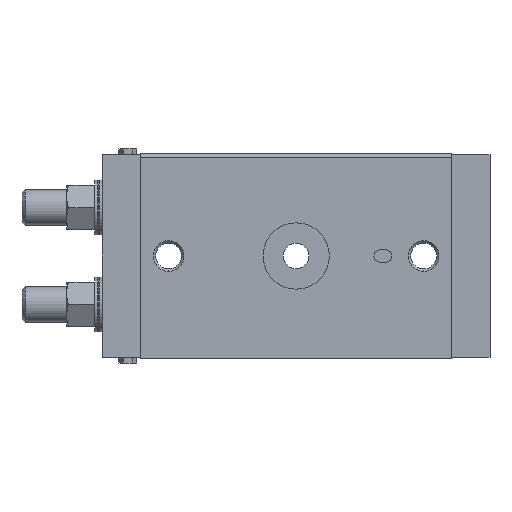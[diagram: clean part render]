
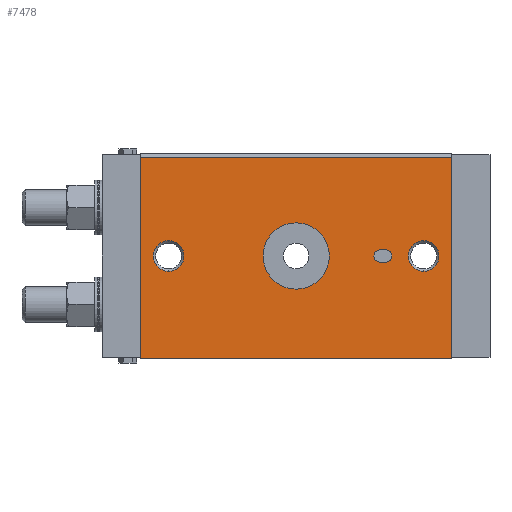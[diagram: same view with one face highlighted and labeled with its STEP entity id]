
A CAD part, front view. The second image highlights one B-rep face of the part: STEP entity #7478.
In plain terms, the highlighted planar face has unit normal (0, -1, 0).
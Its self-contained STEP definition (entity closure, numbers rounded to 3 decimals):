
#10 = VECTOR ( 'NONE', #2558, 1000. ) ;
#16 = AXIS2_PLACEMENT_3D ( 'NONE', #11309, #6046, #810 ) ;
#114 = CIRCLE ( 'NONE', #7212, 13. ) ;
#343 = VERTEX_POINT ( 'NONE', #10606 ) ;
#517 = CARTESIAN_POINT ( 'NONE',  ( 61., 0., 38.586 ) ) ;
#520 = DIRECTION ( 'NONE',  ( 0., -1., 0. ) ) ;
#651 = FACE_BOUND ( 'NONE', #3172, .T. ) ;
#753 = EDGE_LOOP ( 'NONE', ( #8293, #9659 ) ) ;
#810 = DIRECTION ( 'NONE',  ( 0., 0., -1. ) ) ;
#863 = CARTESIAN_POINT ( 'NONE',  ( 35., 0., 2.5 ) ) ;
#887 = AXIS2_PLACEMENT_3D ( 'NONE', #5860, #2386, #8539 ) ;
#966 = EDGE_CURVE ( 'NONE', #10040, #11197, #3845, .T. ) ;
#981 = EDGE_LOOP ( 'NONE', ( #5958, #4113, #9037, #2091 ) ) ;
#1197 = CARTESIAN_POINT ( 'NONE',  ( 50., 0., 6. ) ) ;
#1229 = VECTOR ( 'NONE', #6928, 1000. ) ;
#1252 = DIRECTION ( 'NONE',  ( 0., 1., 0. ) ) ;
#1434 = EDGE_CURVE ( 'NONE', #11197, #10040, #7701, .T. ) ;
#1565 = CARTESIAN_POINT ( 'NONE',  ( 0., 0., 13. ) ) ;
#1595 = CARTESIAN_POINT ( 'NONE',  ( -50., 0., -6. ) ) ;
#1678 = CARTESIAN_POINT ( 'NONE',  ( -61., 0., -40. ) ) ;
#1703 = CARTESIAN_POINT ( 'NONE',  ( -61., 0., -40. ) ) ;
#1733 = AXIS2_PLACEMENT_3D ( 'NONE', #6500, #1252, #7402 ) ;
#1862 = LINE ( 'NONE', #7200, #3918 ) ;
#1903 = VERTEX_POINT ( 'NONE', #1565 ) ;
#1919 = CARTESIAN_POINT ( 'NONE',  ( 35., 0., -2.5 ) ) ;
#1947 = EDGE_CURVE ( 'NONE', #4382, #11291, #3550, .T. ) ;
#2030 = CARTESIAN_POINT ( 'NONE',  ( 50., 0., 0. ) ) ;
#2034 = CARTESIAN_POINT ( 'NONE',  ( 33., 0., 2.5 ) ) ;
#2091 = ORIENTED_EDGE ( 'NONE', *, *, #8349, .F. ) ;
#2196 = CARTESIAN_POINT ( 'NONE',  ( 50., 0., 0. ) ) ;
#2257 = CARTESIAN_POINT ( 'NONE',  ( 61., 0., -40. ) ) ;
#2386 = DIRECTION ( 'NONE',  ( 0., 1., 0. ) ) ;
#2416 = FACE_OUTER_BOUND ( 'NONE', #6421, .T. ) ;
#2558 = DIRECTION ( 'NONE',  ( -1., 0., 0. ) ) ;
#2682 = VECTOR ( 'NONE', #9082, 1000. ) ;
#2820 = VECTOR ( 'NONE', #4693, 1000. ) ;
#2823 = DIRECTION ( 'NONE',  ( 0., 0., 1. ) ) ;
#2847 = CARTESIAN_POINT ( 'NONE',  ( -50., 0., 0. ) ) ;
#2918 = DIRECTION ( 'NONE',  ( 0., 0., 1. ) ) ;
#3071 = DIRECTION ( 'NONE',  ( 0., 0., 1. ) ) ;
#3172 = EDGE_LOOP ( 'NONE', ( #5624, #8444 ) ) ;
#3282 = EDGE_CURVE ( 'NONE', #8789, #4382, #1862, .T. ) ;
#3291 = VERTEX_POINT ( 'NONE', #1919 ) ;
#3349 = VERTEX_POINT ( 'NONE', #2034 ) ;
#3386 = EDGE_CURVE ( 'NONE', #8789, #4439, #7504, .T. ) ;
#3446 = EDGE_CURVE ( 'NONE', #9856, #343, #7778, .T. ) ;
#3550 = LINE ( 'NONE', #1678, #1229 ) ;
#3679 = CARTESIAN_POINT ( 'NONE',  ( 33., 0., -2.5 ) ) ;
#3731 = DIRECTION ( 'NONE',  ( 0., 0., 1. ) ) ;
#3845 = CIRCLE ( 'NONE', #1733, 6. ) ;
#3918 = VECTOR ( 'NONE', #8080, 1000. ) ;
#4007 = ORIENTED_EDGE ( 'NONE', *, *, #3386, .T. ) ;
#4082 = CARTESIAN_POINT ( 'NONE',  ( -50., 0., 6. ) ) ;
#4113 = ORIENTED_EDGE ( 'NONE', *, *, #6855, .F. ) ;
#4253 = VERTEX_POINT ( 'NONE', #4682 ) ;
#4382 = VERTEX_POINT ( 'NONE', #2257 ) ;
#4433 = DIRECTION ( 'NONE',  ( 0., -1., 0. ) ) ;
#4439 = VERTEX_POINT ( 'NONE', #8551 ) ;
#4682 = CARTESIAN_POINT ( 'NONE',  ( 0., 0., -13. ) ) ;
#4693 = DIRECTION ( 'NONE',  ( -1., 0., 0. ) ) ;
#4732 = FACE_BOUND ( 'NONE', #981, .T. ) ;
#4760 = EDGE_CURVE ( 'NONE', #7779, #3291, #5015, .T. ) ;
#4893 = ORIENTED_EDGE ( 'NONE', *, *, #3282, .F. ) ;
#5015 = LINE ( 'NONE', #6463, #2682 ) ;
#5032 = CIRCLE ( 'NONE', #5808, 6. ) ;
#5129 = DIRECTION ( 'NONE',  ( 0., -1., 0. ) ) ;
#5169 = AXIS2_PLACEMENT_3D ( 'NONE', #10407, #5129, #11296 ) ;
#5504 = EDGE_CURVE ( 'NONE', #4253, #1903, #5706, .T. ) ;
#5546 = CARTESIAN_POINT ( 'NONE',  ( 61., 0., 38.586 ) ) ;
#5624 = ORIENTED_EDGE ( 'NONE', *, *, #1434, .T. ) ;
#5689 = ORIENTED_EDGE ( 'NONE', *, *, #3446, .T. ) ;
#5706 = CIRCLE ( 'NONE', #5169, 13. ) ;
#5746 = CARTESIAN_POINT ( 'NONE',  ( 0., 0., 0. ) ) ;
#5808 = AXIS2_PLACEMENT_3D ( 'NONE', #2030, #8198, #2918 ) ;
#5860 = CARTESIAN_POINT ( 'NONE',  ( 61., 0., 38.586 ) ) ;
#5958 = ORIENTED_EDGE ( 'NONE', *, *, #4760, .F. ) ;
#6046 = DIRECTION ( 'NONE',  ( 0., -1., 0. ) ) ;
#6421 = EDGE_LOOP ( 'NONE', ( #8282, #6916, #4893, #4007 ) ) ;
#6463 = CARTESIAN_POINT ( 'NONE',  ( 33., 0., -2.5 ) ) ;
#6500 = CARTESIAN_POINT ( 'NONE',  ( -50., 0., 0. ) ) ;
#6642 = DIRECTION ( 'NONE',  ( 0., 0., -1. ) ) ;
#6732 = ORIENTED_EDGE ( 'NONE', *, *, #8689, .T. ) ;
#6831 = AXIS2_PLACEMENT_3D ( 'NONE', #9707, #4433, #10590 ) ;
#6855 = EDGE_CURVE ( 'NONE', #3349, #7779, #7807, .T. ) ;
#6916 = ORIENTED_EDGE ( 'NONE', *, *, #1947, .F. ) ;
#6928 = DIRECTION ( 'NONE',  ( -1., 0., 0. ) ) ;
#7075 = LINE ( 'NONE', #8967, #11187 ) ;
#7103 = FACE_BOUND ( 'NONE', #753, .T. ) ;
#7169 = EDGE_CURVE ( 'NONE', #1903, #4253, #114, .T. ) ;
#7200 = CARTESIAN_POINT ( 'NONE',  ( 61., 0., 38.586 ) ) ;
#7212 = AXIS2_PLACEMENT_3D ( 'NONE', #5746, #520, #6642 ) ;
#7402 = DIRECTION ( 'NONE',  ( 0., 0., 1. ) ) ;
#7478 = ADVANCED_FACE ( 'NONE', ( #9426, #651, #7103, #4732, #2416 ), #7657, .F. ) ;
#7504 = LINE ( 'NONE', #5546, #2820 ) ;
#7575 = AXIS2_PLACEMENT_3D ( 'NONE', #2196, #8344, #3071 ) ;
#7611 = EDGE_CURVE ( 'NONE', #9445, #3349, #9335, .T. ) ;
#7657 = PLANE ( 'NONE',  #887 ) ;
#7701 = CIRCLE ( 'NONE', #8370, 6. ) ;
#7778 = CIRCLE ( 'NONE', #7575, 6. ) ;
#7779 = VERTEX_POINT ( 'NONE', #3679 ) ;
#7807 = CIRCLE ( 'NONE', #6831, 2.5 ) ;
#8080 = DIRECTION ( 'NONE',  ( 0., 0., -1. ) ) ;
#8198 = DIRECTION ( 'NONE',  ( 0., 1., 0. ) ) ;
#8282 = ORIENTED_EDGE ( 'NONE', *, *, #10825, .F. ) ;
#8293 = ORIENTED_EDGE ( 'NONE', *, *, #5504, .F. ) ;
#8344 = DIRECTION ( 'NONE',  ( 0., 1., 0. ) ) ;
#8349 = EDGE_CURVE ( 'NONE', #3291, #9445, #8897, .T. ) ;
#8370 = AXIS2_PLACEMENT_3D ( 'NONE', #2847, #8992, #3731 ) ;
#8444 = ORIENTED_EDGE ( 'NONE', *, *, #966, .T. ) ;
#8539 = DIRECTION ( 'NONE',  ( 0., 0., 1. ) ) ;
#8551 = CARTESIAN_POINT ( 'NONE',  ( -61., 0., 38.586 ) ) ;
#8689 = EDGE_CURVE ( 'NONE', #343, #9856, #5032, .T. ) ;
#8789 = VERTEX_POINT ( 'NONE', #517 ) ;
#8804 = CARTESIAN_POINT ( 'NONE',  ( 35., 0., 2.5 ) ) ;
#8897 = CIRCLE ( 'NONE', #16, 2.5 ) ;
#8967 = CARTESIAN_POINT ( 'NONE',  ( -61., 0., -39.35 ) ) ;
#8992 = DIRECTION ( 'NONE',  ( 0., 1., 0. ) ) ;
#9037 = ORIENTED_EDGE ( 'NONE', *, *, #7611, .F. ) ;
#9082 = DIRECTION ( 'NONE',  ( 1., 0., 0. ) ) ;
#9335 = LINE ( 'NONE', #863, #10 ) ;
#9426 = FACE_BOUND ( 'NONE', #11315, .T. ) ;
#9445 = VERTEX_POINT ( 'NONE', #8804 ) ;
#9659 = ORIENTED_EDGE ( 'NONE', *, *, #7169, .F. ) ;
#9707 = CARTESIAN_POINT ( 'NONE',  ( 33., 0., 0. ) ) ;
#9856 = VERTEX_POINT ( 'NONE', #1197 ) ;
#10040 = VERTEX_POINT ( 'NONE', #4082 ) ;
#10407 = CARTESIAN_POINT ( 'NONE',  ( 0., 0., 0. ) ) ;
#10590 = DIRECTION ( 'NONE',  ( 0., 0., -1. ) ) ;
#10606 = CARTESIAN_POINT ( 'NONE',  ( 50., 0., -6. ) ) ;
#10825 = EDGE_CURVE ( 'NONE', #11291, #4439, #7075, .T. ) ;
#11187 = VECTOR ( 'NONE', #2823, 1000. ) ;
#11197 = VERTEX_POINT ( 'NONE', #1595 ) ;
#11291 = VERTEX_POINT ( 'NONE', #1703 ) ;
#11296 = DIRECTION ( 'NONE',  ( 0., 0., -1. ) ) ;
#11309 = CARTESIAN_POINT ( 'NONE',  ( 35., 0., 0. ) ) ;
#11315 = EDGE_LOOP ( 'NONE', ( #6732, #5689 ) ) ;
